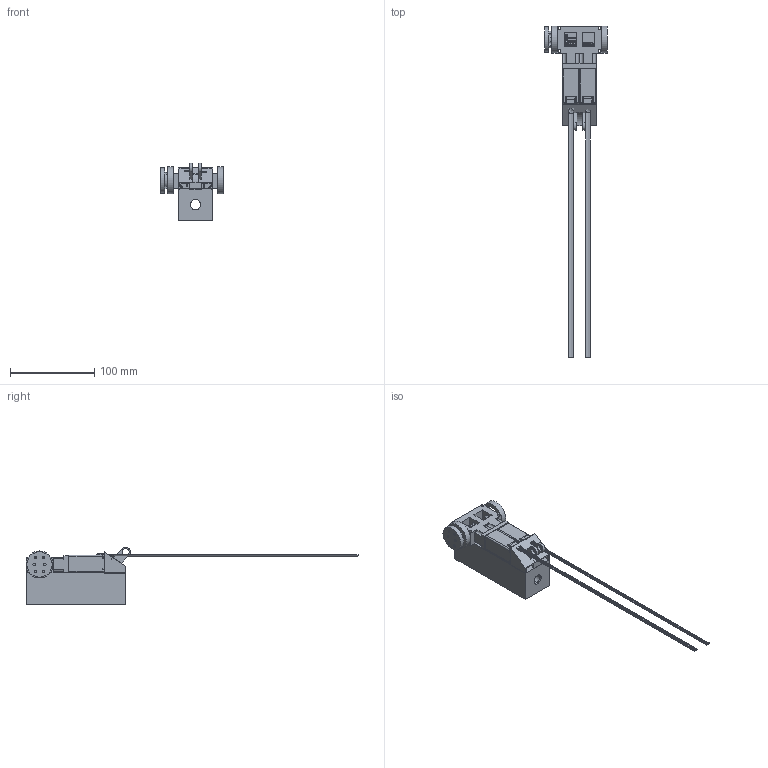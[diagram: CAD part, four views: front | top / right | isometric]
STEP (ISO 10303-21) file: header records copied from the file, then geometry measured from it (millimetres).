
FILE_DESCRIPTION(/* description */ ('STEP AP242','CAx-IF Rec.Pracs.---Representation and Presentation of Product Manufacturing Information (PMI)---4.0---2014-10-13','CAx-IF Rec.Pracs.---3D Tessellated Geometry---0.4---2014-09-14','2;1'),/* implementation_level */ '2;1');
FILE_NAME(/* name */ '68f591780580c77d90afa47e',/* time_stamp */ '2025-10-20T01:33:45Z',/* author */ (''),/* organization */ (''),/* preprocessor_version */ 'ST-DEVELOPER v20',/* originating_system */ 'ONSHAPE BY PTC INC, 1.205',/* authorisation */ ' ');
FILE_SCHEMA (('AP242_MANAGED_MODEL_BASED_3D_ENGINEERING_MIM_LF { 1 0 10303 442 1 1 4 }'));
Length unit declared in the file: metre
Products named in the file (8): Assembly 1; Part 1; SY20STH42-0804A; Part 2
Assembly tree (11 placements, depth 2):
  Assembly 1
    Part 1  x3
    Part 1
    SY20STH42-0804A  x2
    Part 2
    Part 1
    Part 1  x2
    Part 1
Bounding box: 74.48 x 393.17 x 68.11 mm (x, y, z)
Volume: 137184.8 mm3; surface area: 83986.5 mm2
Topology: 11 solids, 11 shells, 1768 faces, 4770 edges, 3129 vertices
Faces by surface type: plane 909, cylinder 510, bspline 194, cone 77, torus 62, sphere 16
Full cylindrical faces by diameter (mm): 1.2 x8, 1.25 x2, 2 x16, 3 x10, 4 x2, 4.8 x3, 5 x2, 5.5 x4, 7 x5, 8.2 x7, 12 x1, 12.7 x3, 15 x2, 15.4 x2, 22.2 x2, 30 x1, 32 x2
Entity records: 33967 total; most frequent: CARTESIAN_POINT 9197, ORIENTED_EDGE 4728, DIRECTION 4286, EDGE_CURVE 2364, VERTEX_POINT 1592, AXIS2_PLACEMENT_3D 1499, LINE 1288, VECTOR 1288
